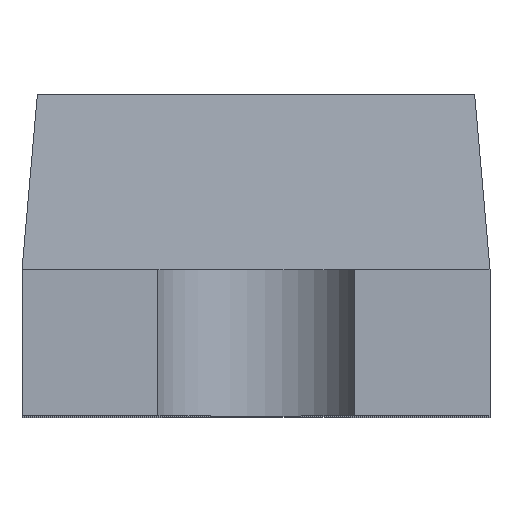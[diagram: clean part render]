
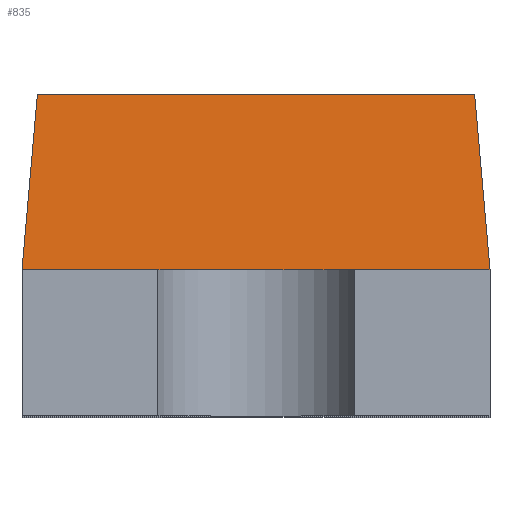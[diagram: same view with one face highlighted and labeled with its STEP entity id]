
A CAD part, top view. The second image highlights one B-rep face of the part: STEP entity #835.
In plain terms, the highlighted planar face has unit normal (0, 0.087, 0.996).
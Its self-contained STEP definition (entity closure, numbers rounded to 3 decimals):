
#93=PLANE('',#903);
#136=FACE_OUTER_BOUND('',#182,.T.);
#182=EDGE_LOOP('',(#775,#776,#777,#778));
#280=LINE('',#1350,#384);
#283=LINE('',#1356,#387);
#284=LINE('',#1358,#388);
#285=LINE('',#1359,#389);
#384=VECTOR('',#1100,1000.);
#387=VECTOR('',#1105,1000.);
#388=VECTOR('',#1106,1000.);
#389=VECTOR('',#1107,1000.);
#464=VERTEX_POINT('',#1347);
#465=VERTEX_POINT('',#1349);
#467=VERTEX_POINT('',#1355);
#468=VERTEX_POINT('',#1357);
#568=EDGE_CURVE('',#465,#464,#280,.T.);
#571=EDGE_CURVE('',#464,#467,#283,.T.);
#572=EDGE_CURVE('',#468,#467,#284,.T.);
#573=EDGE_CURVE('',#465,#468,#285,.T.);
#775=ORIENTED_EDGE('',*,*,#571,.T.);
#776=ORIENTED_EDGE('',*,*,#572,.F.);
#777=ORIENTED_EDGE('',*,*,#573,.F.);
#778=ORIENTED_EDGE('',*,*,#568,.T.);
#835=ADVANCED_FACE('',(#136),#93,.T.);
#903=AXIS2_PLACEMENT_3D('',#1354,#1103,#1104);
#1100=DIRECTION('',(-0.087,-0.992,0.087));
#1103=DIRECTION('center_axis',(0.,0.087,0.996));
#1104=DIRECTION('ref_axis',(0.,-0.996,0.087));
#1105=DIRECTION('',(1.,0.,0.));
#1106=DIRECTION('',(0.087,-0.992,0.087));
#1107=DIRECTION('',(1.,0.,0.));
#1347=CARTESIAN_POINT('',(-0.8,0.5,1.));
#1349=CARTESIAN_POINT('',(-0.748,1.1,0.948));
#1350=CARTESIAN_POINT('',(-0.8,0.5,1.));
#1354=CARTESIAN_POINT('Origin',(-0.8,0.5,1.));
#1355=CARTESIAN_POINT('',(0.8,0.5,1.));
#1356=CARTESIAN_POINT('',(-0.8,0.5,1.));
#1357=CARTESIAN_POINT('',(0.748,1.1,0.948));
#1358=CARTESIAN_POINT('',(0.785,0.672,0.985));
#1359=CARTESIAN_POINT('',(-0.8,1.1,0.948));
